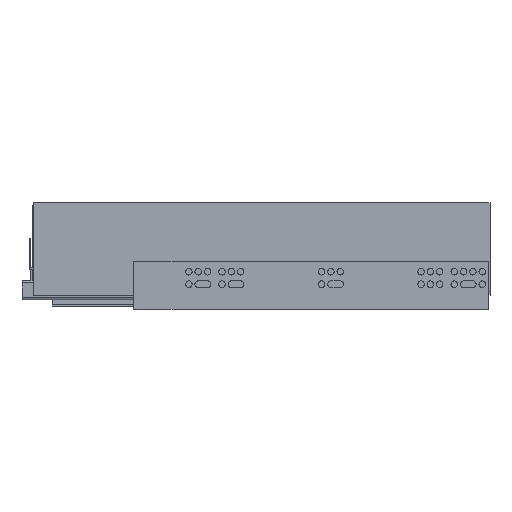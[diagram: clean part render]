
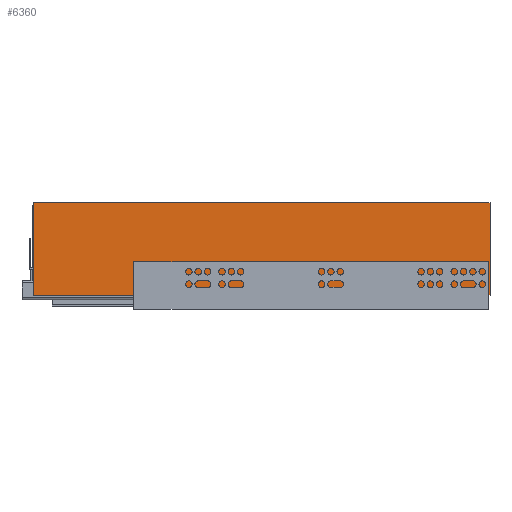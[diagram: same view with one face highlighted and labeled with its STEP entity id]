
A CAD part, top view. The second image highlights one B-rep face of the part: STEP entity #6360.
In plain terms, the highlighted planar face has unit normal (0, 0, 1).
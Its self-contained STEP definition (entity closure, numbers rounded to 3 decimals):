
#394 = FACE_OUTER_BOUND ( 'NONE', #7854, .T. ) ;
#420 = ORIENTED_EDGE ( 'NONE', *, *, #4451, .F. ) ;
#910 = EDGE_CURVE ( 'NONE', #6385, #1847, #7184, .T. ) ;
#1121 = CARTESIAN_POINT ( 'NONE',  ( -440., 0., 30.4 ) ) ;
#1224 = ORIENTED_EDGE ( 'NONE', *, *, #8005, .T. ) ;
#1270 = VERTEX_POINT ( 'NONE', #8573 ) ;
#1549 = CARTESIAN_POINT ( 'NONE',  ( -440., 89., 30.4 ) ) ;
#1836 = CARTESIAN_POINT ( 'NONE',  ( 0., 0., 30.4 ) ) ;
#1847 = VERTEX_POINT ( 'NONE', #6828 ) ;
#1901 = AXIS2_PLACEMENT_3D ( 'NONE', #8885, #3913, #6769 ) ;
#1980 = CARTESIAN_POINT ( 'NONE',  ( 0., 0., 30.4 ) ) ;
#2090 = DIRECTION ( 'NONE',  ( 0., 1., 0. ) ) ;
#2142 = CARTESIAN_POINT ( 'NONE',  ( -440., 0., 30.4 ) ) ;
#2999 = VECTOR ( 'NONE', #8818, 1000. ) ;
#3509 = VERTEX_POINT ( 'NONE', #1980 ) ;
#3844 = ORIENTED_EDGE ( 'NONE', *, *, #910, .F. ) ;
#3913 = DIRECTION ( 'NONE',  ( 0., 0., 1. ) ) ;
#3956 = DIRECTION ( 'NONE',  ( 0., 1., 0. ) ) ;
#4002 = CARTESIAN_POINT ( 'NONE',  ( -440., 89., 30.4 ) ) ;
#4451 = EDGE_CURVE ( 'NONE', #1270, #6385, #5702, .T. ) ;
#5527 = EDGE_CURVE ( 'NONE', #1270, #3509, #8157, .T. ) ;
#5702 = LINE ( 'NONE', #2142, #6907 ) ;
#6360 = ADVANCED_FACE ( 'NONE', ( #394 ), #6715, .T. ) ;
#6385 = VERTEX_POINT ( 'NONE', #4002 ) ;
#6671 = LINE ( 'NONE', #1836, #8257 ) ;
#6715 = PLANE ( 'NONE',  #1901 ) ;
#6769 = DIRECTION ( 'NONE',  ( -1., 0., 0. ) ) ;
#6828 = CARTESIAN_POINT ( 'NONE',  ( 0., 89., 30.4 ) ) ;
#6907 = VECTOR ( 'NONE', #2090, 1000. ) ;
#7145 = VECTOR ( 'NONE', #7280, 1000. ) ;
#7184 = LINE ( 'NONE', #1549, #7145 ) ;
#7280 = DIRECTION ( 'NONE',  ( 1., 0., 0. ) ) ;
#7854 = EDGE_LOOP ( 'NONE', ( #1224, #3844, #420, #8321 ) ) ;
#8005 = EDGE_CURVE ( 'NONE', #3509, #1847, #6671, .T. ) ;
#8157 = LINE ( 'NONE', #1121, #2999 ) ;
#8257 = VECTOR ( 'NONE', #3956, 1000. ) ;
#8321 = ORIENTED_EDGE ( 'NONE', *, *, #5527, .T. ) ;
#8573 = CARTESIAN_POINT ( 'NONE',  ( -440., 0., 30.4 ) ) ;
#8818 = DIRECTION ( 'NONE',  ( 1., 0., 0. ) ) ;
#8885 = CARTESIAN_POINT ( 'NONE',  ( -440., 0., 30.4 ) ) ;
